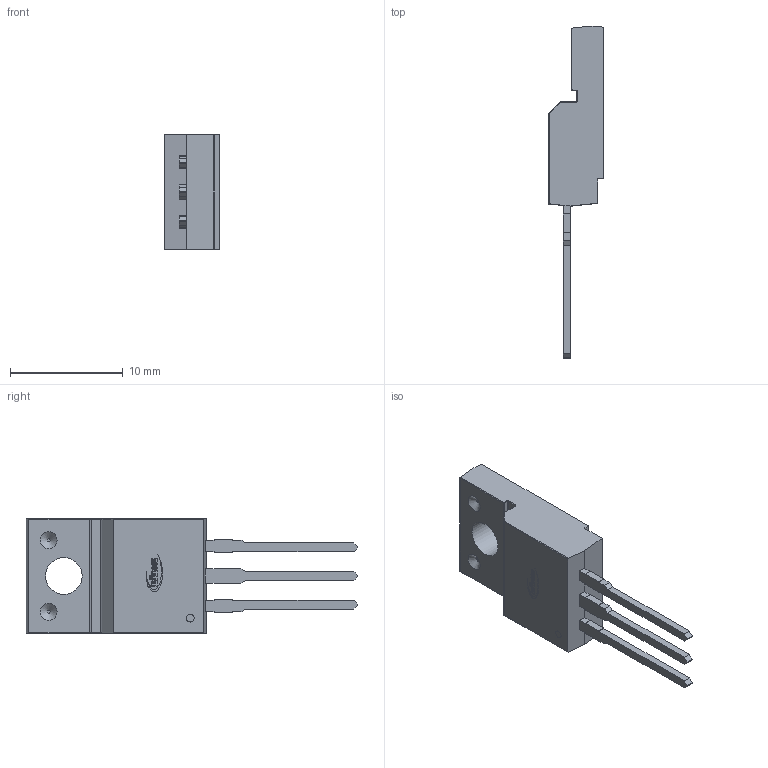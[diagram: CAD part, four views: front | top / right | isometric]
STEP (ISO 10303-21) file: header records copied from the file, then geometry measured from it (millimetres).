
FILE_DESCRIPTION(/* description */ (''),/* implementation_level */ '2;1');
FILE_NAME(/* name */ 'International Rectifier IRF1405PBF.stp',/* time_stamp */ '2019-10-21T05:56:01+02:00',/* author */ ('BMT'),/* organization */ (''),/* preprocessor_version */ 'ST-DEVELOPER v16.5',/* originating_system */ 'Autodesk Inventor 2017',/* authorisation */ '');
FILE_SCHEMA (('AUTOMOTIVE_DESIGN { 1 0 10303 214 3 1 1 }'));
Length unit declared in the file: millimetre
Products named in the file (6): Infineon IRFB4127PbF; Infineon IRFB4127PbF 1; Infineon IRFB4127PbF 2; Infineon IRFB4127PbF 2_1; Infineon IRFB4127PbF 2 - Copy_MIR1; Infineon
Assembly tree (5 placements, depth 2):
  Infineon IRFB4127PbF
    Infineon IRFB4127PbF 1
    Infineon IRFB4127PbF 2
    Infineon IRFB4127PbF 2_1
    Infineon IRFB4127PbF 2 - Copy_MIR1
    Infineon
Bounding box: 4.83 x 29.43 x 10.19 mm (x, y, z)
Volume: 616 mm3; surface area: 678.8 mm2
Topology: 16 solids, 16 shells, 248 faces, 622 edges, 409 vertices
Faces by surface type: plane 145, bspline 76, cylinder 19, torus 4, sphere 2, cone 2
Full cylindrical faces by diameter (mm): 3.25 x1
Entity records: 7903 total; most frequent: CARTESIAN_POINT 2145, ORIENTED_EDGE 1238, DIRECTION 966, EDGE_CURVE 619, LINE 422, VECTOR 422, VERTEX_POINT 409, AXIS2_PLACEMENT_3D 272
